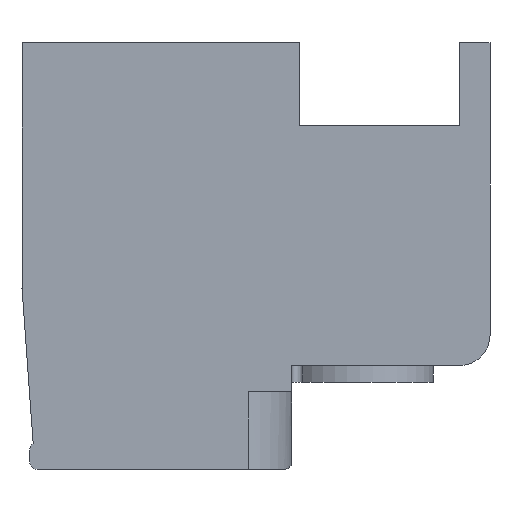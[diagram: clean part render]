
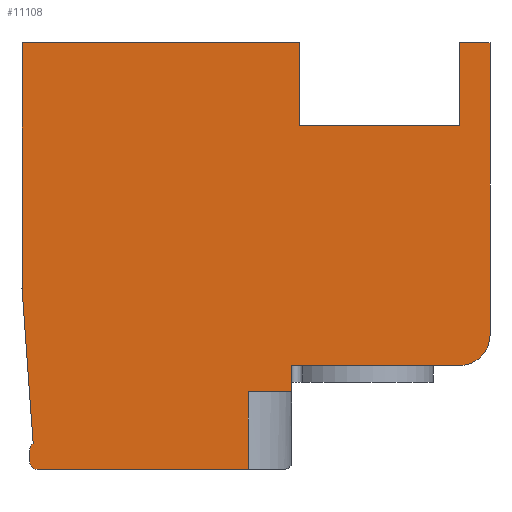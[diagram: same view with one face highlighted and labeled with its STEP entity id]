
A CAD part, front view. The second image highlights one B-rep face of the part: STEP entity #11108.
In plain terms, the highlighted planar face has unit normal (0, -1, 0).
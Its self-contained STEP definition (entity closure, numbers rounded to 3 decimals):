
#1=DIRECTION('',(0.,0.,1.));
#2=VECTOR('',#1,2.05);
#3=CARTESIAN_POINT('',(-0.15,0.,-6.175));
#4=LINE('',#3,#2);
#5=DIRECTION('',(-1.,0.,0.));
#6=VECTOR('',#5,5.6);
#7=CARTESIAN_POINT('',(-0.15,0.,-6.175));
#8=LINE('',#7,#6);
#9=CARTESIAN_POINT('',(-5.75,0.,-5.975));
#10=DIRECTION('',(0.,1.,0.));
#11=DIRECTION('',(0.,0.,-1.));
#12=AXIS2_PLACEMENT_3D('',#9,#10,#11);
#14=DIRECTION('',(0.,0.,1.));
#15=VECTOR('',#14,0.3);
#16=CARTESIAN_POINT('',(-5.95,0.,-5.975));
#17=LINE('',#16,#15);
#18=CARTESIAN_POINT('',(-5.75,0.,-5.675));
#19=DIRECTION('',(0.,1.,0.));
#20=DIRECTION('',(-1.,0.,0.));
#21=AXIS2_PLACEMENT_3D('',#18,#19,#20);
#23=DIRECTION('',(-0.072,0.,0.997));
#24=VECTOR('',#23,4.13);
#25=CARTESIAN_POINT('',(-5.854,0.,-5.504));
#26=LINE('',#25,#24);
#27=DIRECTION('',(0.,0.,1.));
#28=VECTOR('',#27,6.51);
#29=CARTESIAN_POINT('',(-6.15,0.,-1.385));
#30=LINE('',#29,#28);
#31=DIRECTION('',(1.,0.,0.));
#32=VECTOR('',#31,7.35);
#33=CARTESIAN_POINT('',(-6.15,0.,5.125));
#34=LINE('',#33,#32);
#35=DIRECTION('',(0.,0.,-1.));
#36=VECTOR('',#35,2.2);
#37=CARTESIAN_POINT('',(1.2,0.,5.125));
#38=LINE('',#37,#36);
#39=DIRECTION('',(1.,0.,0.));
#40=VECTOR('',#39,4.25);
#41=CARTESIAN_POINT('',(1.2,0.,2.925));
#42=LINE('',#41,#40);
#43=DIRECTION('',(0.,0.,1.));
#44=VECTOR('',#43,2.2);
#45=CARTESIAN_POINT('',(5.45,0.,2.925));
#46=LINE('',#45,#44);
#47=DIRECTION('',(1.,0.,0.));
#48=VECTOR('',#47,0.8);
#49=CARTESIAN_POINT('',(5.45,0.,5.125));
#50=LINE('',#49,#48);
#51=DIRECTION('',(0.,0.,-1.));
#52=VECTOR('',#51,7.75);
#53=CARTESIAN_POINT('',(6.25,0.,5.125));
#54=LINE('',#53,#52);
#55=CARTESIAN_POINT('',(5.45,0.,-2.625));
#56=DIRECTION('',(0.,1.,0.));
#57=DIRECTION('',(1.,0.,0.));
#58=AXIS2_PLACEMENT_3D('',#55,#56,#57);
#60=DIRECTION('',(-1.,0.,0.));
#61=VECTOR('',#60,4.45);
#62=CARTESIAN_POINT('',(5.45,0.,-3.425));
#63=LINE('',#62,#61);
#64=DIRECTION('',(0.,0.,-1.));
#65=VECTOR('',#64,0.7);
#66=CARTESIAN_POINT('',(1.,0.,-3.425));
#67=LINE('',#66,#65);
#68=DIRECTION('',(1.,0.,0.));
#69=VECTOR('',#68,1.15);
#70=CARTESIAN_POINT('',(-0.15,0.,-4.125));
#71=LINE('',#70,#69);
#8561=CARTESIAN_POINT('',(6.25,0.,5.125));
#8562=CARTESIAN_POINT('',(6.25,0.,-2.625));
#8563=VERTEX_POINT('',#8561);
#8564=VERTEX_POINT('',#8562);
#8565=CARTESIAN_POINT('',(5.45,0.,-3.425));
#8566=VERTEX_POINT('',#8565);
#8567=CARTESIAN_POINT('',(1.,0.,-3.425));
#8568=VERTEX_POINT('',#8567);
#8569=CARTESIAN_POINT('',(-5.75,0.,-6.175));
#8570=CARTESIAN_POINT('',(-5.95,0.,-5.975));
#8571=VERTEX_POINT('',#8569);
#8572=VERTEX_POINT('',#8570);
#8573=CARTESIAN_POINT('',(-5.95,0.,-5.675));
#8574=VERTEX_POINT('',#8573);
#8575=CARTESIAN_POINT('',(-5.854,0.,-5.504));
#8576=VERTEX_POINT('',#8575);
#8577=CARTESIAN_POINT('',(-6.15,0.,-1.385));
#8578=VERTEX_POINT('',#8577);
#8579=CARTESIAN_POINT('',(-6.15,0.,5.125));
#8580=VERTEX_POINT('',#8579);
#8581=CARTESIAN_POINT('',(1.2,0.,5.125));
#8582=CARTESIAN_POINT('',(1.2,0.,2.925));
#8583=VERTEX_POINT('',#8581);
#8584=VERTEX_POINT('',#8582);
#8585=CARTESIAN_POINT('',(5.45,0.,2.925));
#8586=VERTEX_POINT('',#8585);
#8587=CARTESIAN_POINT('',(5.45,0.,5.125));
#8588=VERTEX_POINT('',#8587);
#8759=CARTESIAN_POINT('',(-0.15,0.,-6.175));
#8760=CARTESIAN_POINT('',(-0.15,0.,-4.125));
#8761=VERTEX_POINT('',#8759);
#8762=VERTEX_POINT('',#8760);
#8763=CARTESIAN_POINT('',(1.,0.,-4.125));
#8764=VERTEX_POINT('',#8763);
#11067=CARTESIAN_POINT('',(0.,0.,0.));
#11068=DIRECTION('',(0.,1.,0.));
#11069=DIRECTION('',(1.,0.,0.));
#11070=AXIS2_PLACEMENT_3D('',#11067,#11068,#11069);
#11071=PLANE('',#11070);
#11073=ORIENTED_EDGE('',*,*,#11072,.F.);
#11075=ORIENTED_EDGE('',*,*,#11074,.T.);
#11077=ORIENTED_EDGE('',*,*,#11076,.T.);
#11079=ORIENTED_EDGE('',*,*,#11078,.T.);
#11081=ORIENTED_EDGE('',*,*,#11080,.T.);
#11083=ORIENTED_EDGE('',*,*,#11082,.T.);
#11085=ORIENTED_EDGE('',*,*,#11084,.T.);
#11087=ORIENTED_EDGE('',*,*,#11086,.T.);
#11089=ORIENTED_EDGE('',*,*,#11088,.T.);
#11091=ORIENTED_EDGE('',*,*,#11090,.T.);
#11093=ORIENTED_EDGE('',*,*,#11092,.T.);
#11095=ORIENTED_EDGE('',*,*,#11094,.T.);
#11097=ORIENTED_EDGE('',*,*,#11096,.T.);
#11099=ORIENTED_EDGE('',*,*,#11098,.T.);
#11101=ORIENTED_EDGE('',*,*,#11100,.T.);
#11103=ORIENTED_EDGE('',*,*,#11102,.T.);
#11105=ORIENTED_EDGE('',*,*,#11104,.F.);
#11106=EDGE_LOOP('',(#11073,#11075,#11077,#11079,#11081,#11083,#11085,#11087,
#11089,#11091,#11093,#11095,#11097,#11099,#11101,#11103,#11105));
#11107=FACE_OUTER_BOUND('',#11106,.F.);
#11108=ADVANCED_FACE('',(#11107),#11071,.F.);
#13=CIRCLE('',#12,0.2);
#22=CIRCLE('',#21,0.2);
#59=CIRCLE('',#58,0.8);
#11072=EDGE_CURVE('',#8761,#8762,#4,.T.);
#11074=EDGE_CURVE('',#8761,#8571,#8,.T.);
#11076=EDGE_CURVE('',#8571,#8572,#13,.T.);
#11078=EDGE_CURVE('',#8572,#8574,#17,.T.);
#11080=EDGE_CURVE('',#8574,#8576,#22,.T.);
#11082=EDGE_CURVE('',#8576,#8578,#26,.T.);
#11084=EDGE_CURVE('',#8578,#8580,#30,.T.);
#11086=EDGE_CURVE('',#8580,#8583,#34,.T.);
#11088=EDGE_CURVE('',#8583,#8584,#38,.T.);
#11090=EDGE_CURVE('',#8584,#8586,#42,.T.);
#11092=EDGE_CURVE('',#8586,#8588,#46,.T.);
#11094=EDGE_CURVE('',#8588,#8563,#50,.T.);
#11096=EDGE_CURVE('',#8563,#8564,#54,.T.);
#11098=EDGE_CURVE('',#8564,#8566,#59,.T.);
#11100=EDGE_CURVE('',#8566,#8568,#63,.T.);
#11102=EDGE_CURVE('',#8568,#8764,#67,.T.);
#11104=EDGE_CURVE('',#8762,#8764,#71,.T.);
